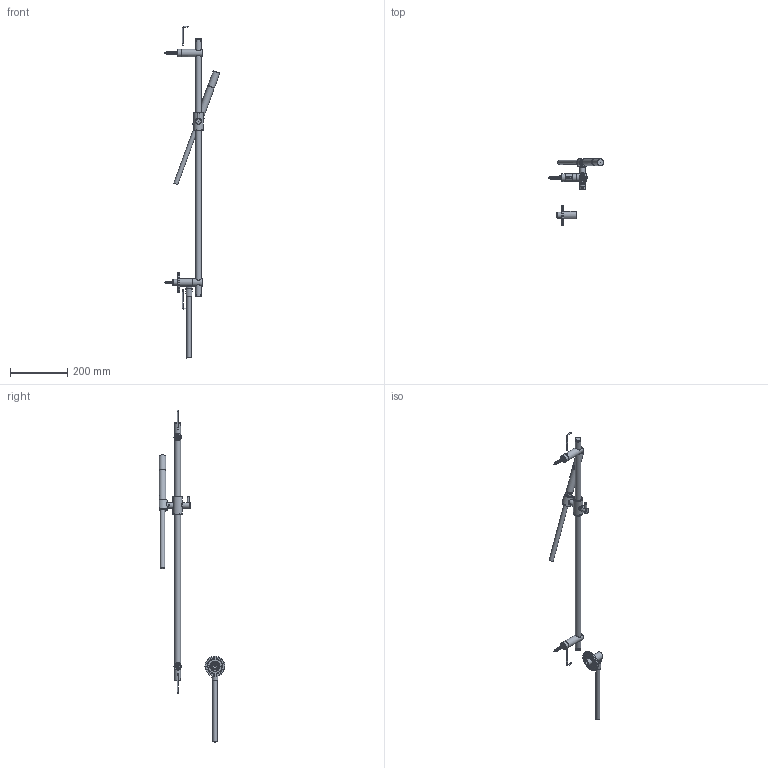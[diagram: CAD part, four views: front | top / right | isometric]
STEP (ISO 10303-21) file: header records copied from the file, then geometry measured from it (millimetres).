
FILE_DESCRIPTION(/* description */ ('Unknown'),/* implementation_level */ '2;1');
FILE_NAME(/* name */ 'M307-00',/* time_stamp */ '2020-03-17T16:06:02+01:00',/* author */ ('Unknown'),/* organization */ ('Unknown'),/* preprocessor_version */ 'ST-DEVELOPER v16.7',/* originating_system */ 'DEX',/* authorisation */ $);
FILE_SCHEMA (('AUTOMOTIVE_DESIGN {1 0 10303 214 3 1 1}'));
Length unit declared in the file: millimetre
Products named in the file (45): M307-00; M307-001; M307-11; M307-21; M307-22; M307-19; M307-18; B032-04; M307-27; M307-23; M307-26; M514-07; M307-15; M307-14; M307-13; M307-12; M307-04; M307-05; CB004-11; M307-002; M307-07; M307-08; M307-09; M307-10; M015-001; M307-28; M307-29; M517-00; M517-01; M517-03; M514-01; M514-09; BR005-23; CB450-10; M352-00; M352-03; M352-02; M352-001; anello or(11 x 2); non ritorno body(post dim 15 rossa) ...
Assembly tree (55 placements, depth 4):
  M307-00
    M307-001
      M307-11
      M307-21
      M307-22
      M307-19
      M307-18
      B032-04
      M307-27
      M307-23
      M307-26
      M514-07
      M307-15
      M307-14
      M307-13
      M307-12
    M307-04
    M307-05  x2
    CB004-11  x2
    M307-002
      M307-07  x2
      M307-08  x2
      M307-09  x2
      M307-10  x2
    M015-001  x2
    M307-12  x2
    M307-28  x2
    M307-29  x2
    M517-00
      M517-01
      M517-03
      M514-01
      M514-09
      BR005-23
      CB450-10
    M352-00
      M352-03
      M352-02
      M352-001
        anello or(11 x 2)
        non ritorno body(post dim 15 rossa)
        non ritorno valv(dim 15 rossa)
        non ritorno body(anter dim 15 rossa)
      M352-01
        MNP0003TO pom
        TUB0130ST_SOLID_1
Bounding box: 193.14 x 230.14 x 1158.34 mm (x, y, z)
Volume: 360071.3 mm3; surface area: 291551.3 mm2
Topology: 51 solids, 51 shells, 1212 faces, 2867 edges, 1802 vertices
Faces by surface type: plane 523, cylinder 330, cone 160, torus 121, bspline 52, sphere 26
Full cylindrical faces by diameter (mm): 1.5 x23, 2 x2, 2.5 x1, 2.8 x1, 3.242 x1, 3.7 x4, 4 x1, 4.134 x3, 4.2 x1, 4.274 x3, 4.562 x2, 4.753 x2, 4.917 x2, 5 x7, 5.5 x1, 6 x5, 6.5 x1, 6.647 x2, 7.4 x1, 8 x6, 8.2 x1, 9.1 x1, 9.5 x3, 9.8 x2, 10 x2, 10.2 x1, 10.315 x1, 10.5 x1, 11 x2, 11.2 x1
Entity records: 34390 total; most frequent: CARTESIAN_POINT 10631, DIRECTION 4279, ORIENTED_EDGE 3512, AXIS2_PLACEMENT_3D 1850, EDGE_CURVE 1756, FACE_BOUND 1531, EDGE_LOOP 1519, VERTEX_POINT 1283
